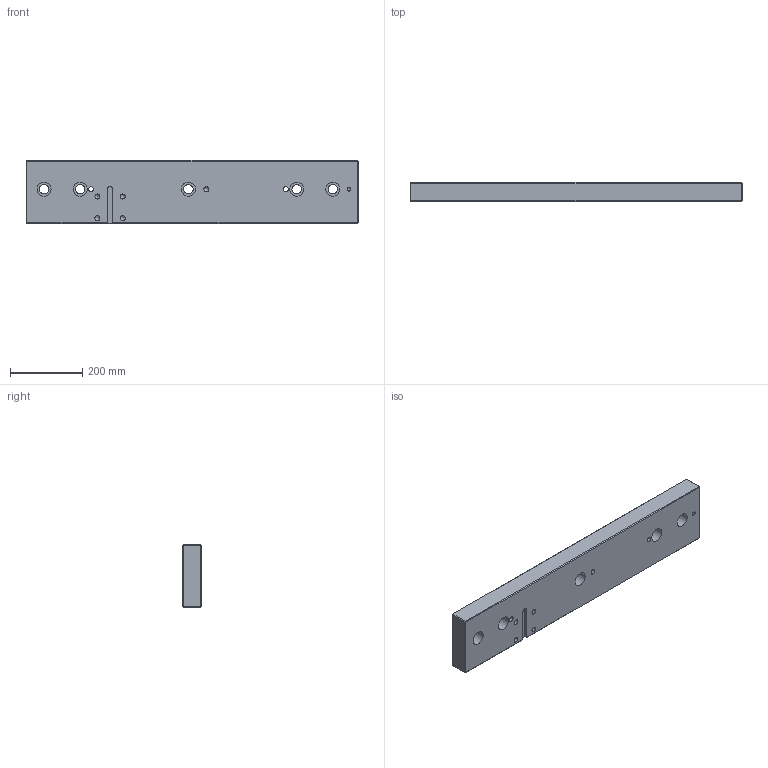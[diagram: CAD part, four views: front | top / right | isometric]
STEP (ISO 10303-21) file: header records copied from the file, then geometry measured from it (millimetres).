
FILE_DESCRIPTION (( 'STEP AP203' ), '1' );
FILE_NAME ('452B21S02-導軌.STEP', '2023-09-28T06:26:19', ( '' ), ( '' ), 'SwSTEP 2.0', 'SolidWorks 2018', '' );
FILE_SCHEMA (( 'CONFIG_CONTROL_DESIGN' ));
Length unit declared in the file: millimetre
Products named in the file (1): 452B21S02-導軌
Bounding box: 920 x 53 x 175 mm (x, y, z)
Volume: 8206169.4 mm3; surface area: 479876.9 mm2
Topology: 1 solids, 1 shells, 88 faces, 201 edges, 122 vertices
Faces by surface type: plane 37, cylinder 29, cone 22
Full cylindrical faces by diameter (mm): 7.9 x2, 8.4 x4, 8.5 x4, 10.2 x1, 14 x7, 26 x5, 39 x5
Entity records: 2466 total; most frequent: CARTESIAN_POINT 626, DIRECTION 371, ORIENTED_EDGE 286, EDGE_LOOP 159, AXIS2_PLACEMENT_3D 155, EDGE_CURVE 143, FACE_OUTER_BOUND 116, VERTEX_POINT 106
